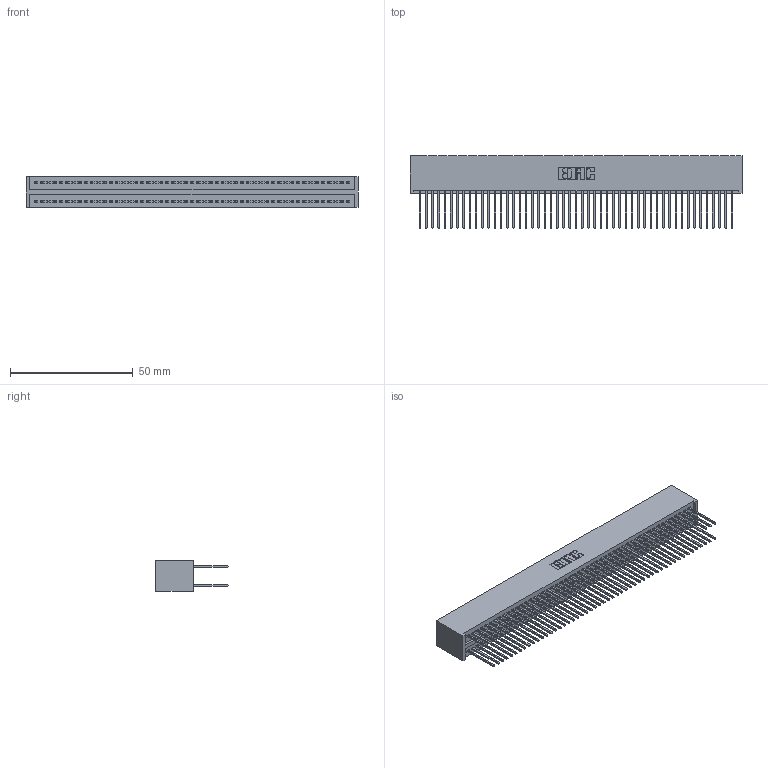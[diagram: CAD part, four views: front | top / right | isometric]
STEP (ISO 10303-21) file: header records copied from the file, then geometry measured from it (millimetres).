
FILE_DESCRIPTION (( 'STEP AP203' ), '1' );
FILE_NAME ('325-102-540-201.STEP', '2020-02-25T06:52:51', ( '' ), ( '' ), 'SwSTEP 2.0', 'SolidWorks 2016', '' );
FILE_SCHEMA (( 'CONFIG_CONTROL_DESIGN' ));
Length unit declared in the file: inch
Products named in the file (3): 325-292-001_325-293-140; 325-102-540-201; 325 Part_Lugless
Assembly tree (103 placements, depth 2):
  325-102-540-201
    325 Part_Lugless
    325-292-001_325-293-140  x102
Bounding box: 135.18 x 29.46 x 12.45 mm (x, y, z)
Volume: 18524.8 mm3; surface area: 25136.9 mm2
Topology: 103 solids, 103 shells, 5410 faces, 16097 edges, 10594 vertices
Faces by surface type: plane 3738, cylinder 1672
Entity records: 31387 total; most frequent: CARTESIAN_POINT 5190, ORIENTED_EDGE 5126, DIRECTION 4411, EDGE_CURVE 2563, LINE 2443, VECTOR 2443, VERTEX_POINT 1706, AXIS2_PLACEMENT_3D 984
